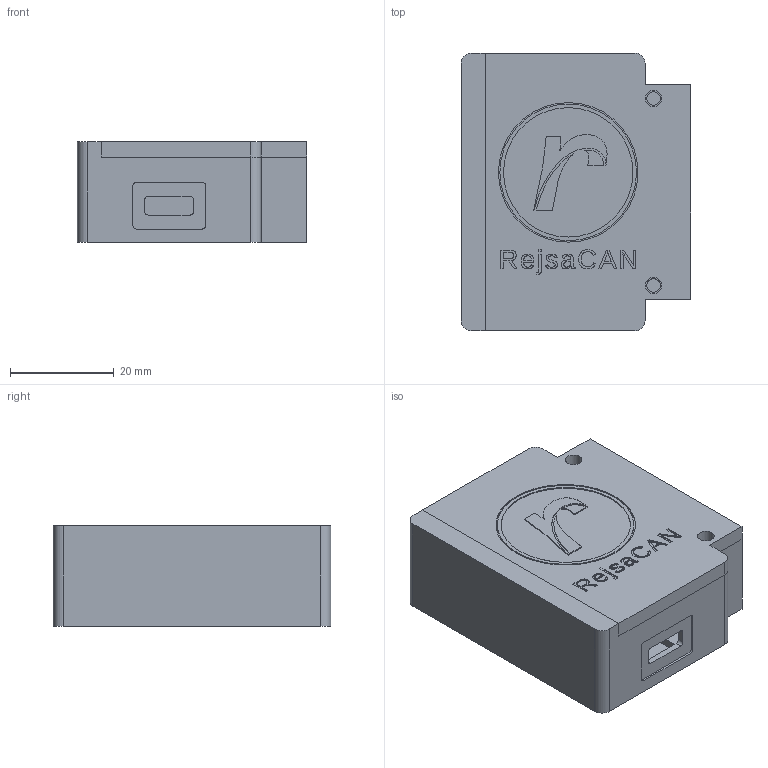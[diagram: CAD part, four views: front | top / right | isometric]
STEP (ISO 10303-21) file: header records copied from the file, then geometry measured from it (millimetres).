
FILE_DESCRIPTION(/* description */ (''),/* implementation_level */ '2;1');
FILE_NAME(/* name */ 'Horizontal-OBD2-connector v11.step',/* time_stamp */ '2021-12-03T12:50:23+01:00',/* author */ (''),/* organization */ (''),/* preprocessor_version */ 'ST-DEVELOPER v18.1',/* originating_system */ 'Autodesk Translation Framework v10.10.0.1391',/* authorisation */ '');
FILE_SCHEMA (('AUTOMOTIVE_DESIGN { 1 0 10303 214 3 1 1 }'));
Length unit declared in the file: millimetre
Products named in the file (2): Horizontal-OBD2-connector; PCB 2.x
Assembly tree (1 placements, depth 2):
  Horizontal-OBD2-connector
    PCB 2.x
Bounding box: 44.28 x 53.64 x 19.5 mm (x, y, z)
Volume: 15733.9 mm3; surface area: 16458.9 mm2
Topology: 2 solids, 2 shells, 365 faces, 985 edges, 654 vertices
Faces by surface type: plane 187, bspline 129, cylinder 41, cone 4, torus 4
Full cylindrical faces by diameter (mm): 2.4 x4, 2.65 x2, 3.2 x2, 24.99 x1, 26.39 x1, 26.95 x1
Entity records: 13954 total; most frequent: CARTESIAN_POINT 5333, ORIENTED_EDGE 1970, DIRECTION 1303, EDGE_CURVE 985, VERTEX_POINT 654, LINE 627, VECTOR 627, EDGE_LOOP 401
